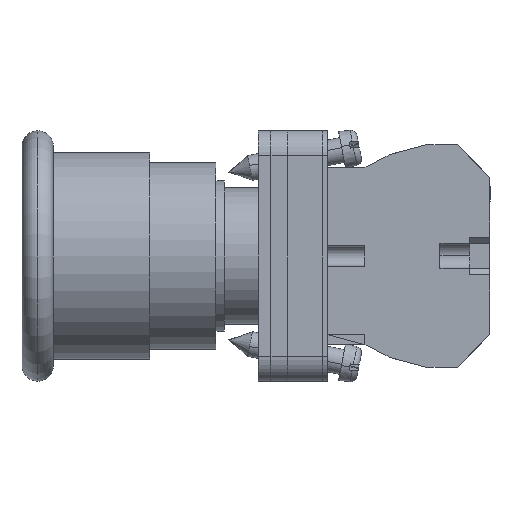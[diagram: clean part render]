
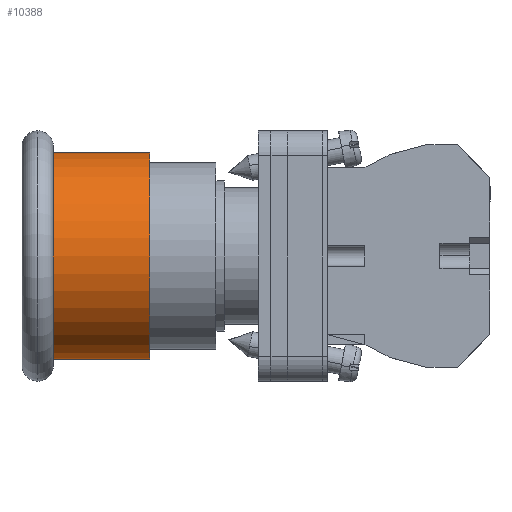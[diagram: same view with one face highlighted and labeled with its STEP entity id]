
A CAD part, left-side view. The second image highlights one B-rep face of the part: STEP entity #10388.
In plain terms, the highlighted cylindrical face has radius 16.5 mm (diameter 33 mm), a partial arc.
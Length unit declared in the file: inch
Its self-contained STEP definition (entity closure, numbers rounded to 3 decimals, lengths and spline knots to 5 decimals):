
#222 = CARTESIAN_POINT ( 'NONE',  ( 0., 0.94094, -0.64961 ) ) ;
#266 = CARTESIAN_POINT ( 'NONE',  ( 0., 0.94094, 0. ) ) ;
#427 = EDGE_CURVE ( 'NONE', #3185, #1632, #2756, .T. ) ;
#832 = ORIENTED_EDGE ( 'NONE', *, *, #6711, .T. ) ;
#1135 = ORIENTED_EDGE ( 'NONE', *, *, #11504, .F. ) ;
#1632 = VERTEX_POINT ( 'NONE', #4753 ) ;
#1849 = DIRECTION ( 'NONE',  ( 0., 1., 0. ) ) ;
#2756 = LINE ( 'NONE', #10930, #10436 ) ;
#3185 = VERTEX_POINT ( 'NONE', #11220 ) ;
#3253 = DIRECTION ( 'NONE',  ( 0., 1., 0. ) ) ;
#4333 = VECTOR ( 'NONE', #9240, 39.37008 ) ;
#4578 = VERTEX_POINT ( 'NONE', #9045 ) ;
#4753 = CARTESIAN_POINT ( 'NONE',  ( 0., 1.47205, 0.64961 ) ) ;
#5130 = CARTESIAN_POINT ( 'NONE',  ( 0., 1.47205, 0. ) ) ;
#5265 = DIRECTION ( 'NONE',  ( 0., 0., 1. ) ) ;
#5910 = CIRCLE ( 'NONE', #12264, 0.64961 ) ;
#6160 = DIRECTION ( 'NONE',  ( 0., 0., 1. ) ) ;
#6711 = EDGE_CURVE ( 'NONE', #8062, #3185, #12290, .T. ) ;
#6730 = FACE_OUTER_BOUND ( 'NONE', #9379, .T. ) ;
#6962 = AXIS2_PLACEMENT_3D ( 'NONE', #7861, #1849, #8856 ) ;
#7624 = ORIENTED_EDGE ( 'NONE', *, *, #427, .T. ) ;
#7861 = CARTESIAN_POINT ( 'NONE',  ( 0., 0.86417, 0. ) ) ;
#8062 = VERTEX_POINT ( 'NONE', #9433 ) ;
#8856 = DIRECTION ( 'NONE',  ( 0., 0., 1. ) ) ;
#9045 = CARTESIAN_POINT ( 'NONE',  ( 0., 1.47205, -0.64961 ) ) ;
#9240 = DIRECTION ( 'NONE',  ( 0., 1., 0. ) ) ;
#9245 = ORIENTED_EDGE ( 'NONE', *, *, #10364, .F. ) ;
#9379 = EDGE_LOOP ( 'NONE', ( #9245, #832, #7624, #1135 ) ) ;
#9433 = CARTESIAN_POINT ( 'NONE',  ( 0., 0.86417, -0.64961 ) ) ;
#9688 = LINE ( 'NONE', #222, #4333 ) ;
#9926 = AXIS2_PLACEMENT_3D ( 'NONE', #266, #3253, #5265 ) ;
#10364 = EDGE_CURVE ( 'NONE', #8062, #4578, #9688, .T. ) ;
#10388 = ADVANCED_FACE ( 'NONE', ( #6730 ), #11726, .T. ) ;
#10436 = VECTOR ( 'NONE', #10885, 39.37008 ) ;
#10885 = DIRECTION ( 'NONE',  ( 0., 1., 0. ) ) ;
#10930 = CARTESIAN_POINT ( 'NONE',  ( 0., 0.94094, 0.64961 ) ) ;
#11220 = CARTESIAN_POINT ( 'NONE',  ( 0., 0.86417, 0.64961 ) ) ;
#11504 = EDGE_CURVE ( 'NONE', #4578, #1632, #5910, .T. ) ;
#11726 = CYLINDRICAL_SURFACE ( 'NONE', #9926, 0.64961 ) ;
#12129 = DIRECTION ( 'NONE',  ( 0., 1., 0. ) ) ;
#12264 = AXIS2_PLACEMENT_3D ( 'NONE', #5130, #12129, #6160 ) ;
#12290 = CIRCLE ( 'NONE', #6962, 0.64961 ) ;
